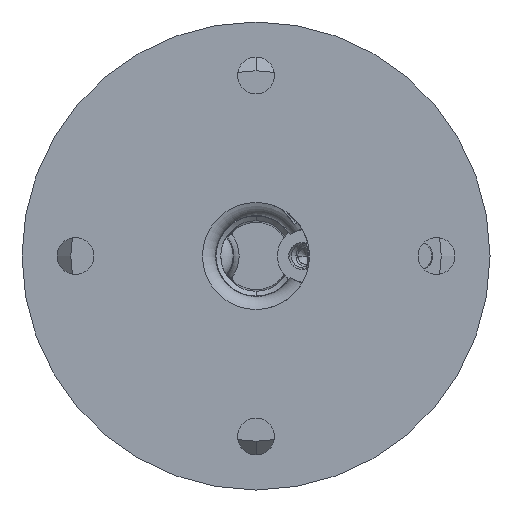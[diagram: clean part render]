
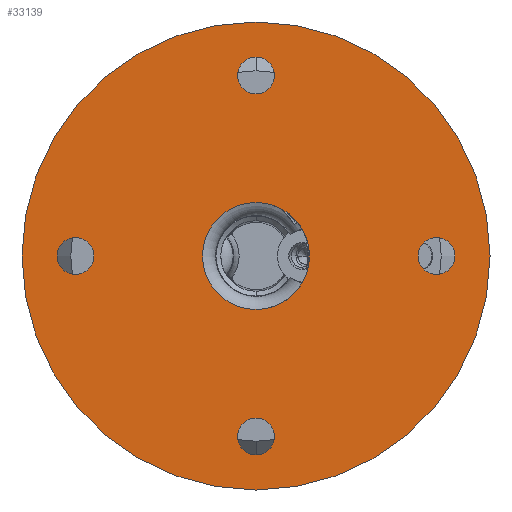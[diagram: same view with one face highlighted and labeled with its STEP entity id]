
A CAD part, front view. The second image highlights one B-rep face of the part: STEP entity #33139.
In plain terms, the highlighted planar face has unit normal (0, -1, 0).
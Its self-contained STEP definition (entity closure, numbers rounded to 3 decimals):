
#31052=CARTESIAN_POINT('',(0.,-95.5,0.));
#31053=DIRECTION('',(0.,1.,0.));
#31054=DIRECTION('',(0.,0.,1.));
#31055=AXIS2_PLACEMENT_3D('',#31052,#31053,#31054);
#31057=CARTESIAN_POINT('',(0.,-95.5,0.));
#31058=DIRECTION('',(0.,1.,0.));
#31059=DIRECTION('',(0.,0.,-1.));
#31060=AXIS2_PLACEMENT_3D('',#31057,#31058,#31059);
#31062=CARTESIAN_POINT('',(0.,-95.5,27.));
#31063=DIRECTION('',(0.,-1.,0.));
#31064=DIRECTION('',(0.,0.,1.));
#31065=AXIS2_PLACEMENT_3D('',#31062,#31063,#31064);
#31067=CARTESIAN_POINT('',(0.,-95.5,27.));
#31068=DIRECTION('',(0.,-1.,0.));
#31069=DIRECTION('',(0.,0.,-1.));
#31070=AXIS2_PLACEMENT_3D('',#31067,#31068,#31069);
#31072=CARTESIAN_POINT('',(0.,-95.5,-27.));
#31073=DIRECTION('',(0.,-1.,0.));
#31074=DIRECTION('',(0.,0.,1.));
#31075=AXIS2_PLACEMENT_3D('',#31072,#31073,#31074);
#31077=CARTESIAN_POINT('',(0.,-95.5,-27.));
#31078=DIRECTION('',(0.,-1.,0.));
#31079=DIRECTION('',(0.,0.,-1.));
#31080=AXIS2_PLACEMENT_3D('',#31077,#31078,#31079);
#31082=CARTESIAN_POINT('',(0.,-95.5,0.));
#31083=DIRECTION('',(0.,-1.,0.));
#31084=DIRECTION('',(0.,0.,1.));
#31085=AXIS2_PLACEMENT_3D('',#31082,#31083,#31084);
#31087=CARTESIAN_POINT('',(0.,-95.5,0.));
#31088=DIRECTION('',(0.,-1.,0.));
#31089=DIRECTION('',(0.,0.,-1.));
#31090=AXIS2_PLACEMENT_3D('',#31087,#31088,#31089);
#31092=CARTESIAN_POINT('',(27.,-95.5,0.));
#31093=DIRECTION('',(0.,-1.,0.));
#31094=DIRECTION('',(0.,0.,1.));
#31095=AXIS2_PLACEMENT_3D('',#31092,#31093,#31094);
#31097=CARTESIAN_POINT('',(27.,-95.5,0.));
#31098=DIRECTION('',(0.,-1.,0.));
#31099=DIRECTION('',(0.,0.,-1.));
#31100=AXIS2_PLACEMENT_3D('',#31097,#31098,#31099);
#31102=CARTESIAN_POINT('',(-27.,-95.5,0.));
#31103=DIRECTION('',(0.,-1.,0.));
#31104=DIRECTION('',(0.,0.,1.));
#31105=AXIS2_PLACEMENT_3D('',#31102,#31103,#31104);
#31107=CARTESIAN_POINT('',(-27.,-95.5,0.));
#31108=DIRECTION('',(0.,-1.,0.));
#31109=DIRECTION('',(0.,0.,-1.));
#31110=AXIS2_PLACEMENT_3D('',#31107,#31108,#31109);
#32463=CARTESIAN_POINT('',(0.,-95.5,-8.));
#32464=CARTESIAN_POINT('',(0.,-95.5,8.));
#32465=VERTEX_POINT('',#32463);
#32466=VERTEX_POINT('',#32464);
#32467=CARTESIAN_POINT('',(0.,-95.5,35.));
#32468=CARTESIAN_POINT('',(0.,-95.5,-35.));
#32469=VERTEX_POINT('',#32467);
#32470=VERTEX_POINT('',#32468);
#32471=CARTESIAN_POINT('',(0.,-95.5,29.75));
#32472=CARTESIAN_POINT('',(0.,-95.5,24.25));
#32473=VERTEX_POINT('',#32471);
#32474=VERTEX_POINT('',#32472);
#32475=CARTESIAN_POINT('',(0.,-95.5,-24.25));
#32476=CARTESIAN_POINT('',(0.,-95.5,-29.75));
#32477=VERTEX_POINT('',#32475);
#32478=VERTEX_POINT('',#32476);
#32479=CARTESIAN_POINT('',(27.,-95.5,2.75));
#32480=CARTESIAN_POINT('',(27.,-95.5,-2.75));
#32481=VERTEX_POINT('',#32479);
#32482=VERTEX_POINT('',#32480);
#32483=CARTESIAN_POINT('',(-27.,-95.5,2.75));
#32484=CARTESIAN_POINT('',(-27.,-95.5,-2.75));
#32485=VERTEX_POINT('',#32483);
#32486=VERTEX_POINT('',#32484);
#33100=CARTESIAN_POINT('',(0.,-95.5,0.));
#33101=DIRECTION('',(0.,1.,0.));
#33102=DIRECTION('',(0.,0.,1.));
#33103=AXIS2_PLACEMENT_3D('',#33100,#33101,#33102);
#33104=PLANE('',#33103);
#33106=ORIENTED_EDGE('',*,*,#33105,.T.);
#33108=ORIENTED_EDGE('',*,*,#33107,.T.);
#33109=EDGE_LOOP('',(#33106,#33108));
#33110=FACE_OUTER_BOUND('',#33109,.F.);
#33112=ORIENTED_EDGE('',*,*,#33111,.T.);
#33114=ORIENTED_EDGE('',*,*,#33113,.T.);
#33115=EDGE_LOOP('',(#33112,#33114));
#33116=FACE_BOUND('',#33115,.F.);
#33118=ORIENTED_EDGE('',*,*,#33117,.T.);
#33120=ORIENTED_EDGE('',*,*,#33119,.T.);
#33121=EDGE_LOOP('',(#33118,#33120));
#33122=FACE_BOUND('',#33121,.F.);
#33123=ORIENTED_EDGE('',*,*,#33085,.T.);
#33124=ORIENTED_EDGE('',*,*,#32933,.T.);
#33125=EDGE_LOOP('',(#33123,#33124));
#33126=FACE_BOUND('',#33125,.F.);
#33128=ORIENTED_EDGE('',*,*,#33127,.T.);
#33130=ORIENTED_EDGE('',*,*,#33129,.T.);
#33131=EDGE_LOOP('',(#33128,#33130));
#33132=FACE_BOUND('',#33131,.F.);
#33134=ORIENTED_EDGE('',*,*,#33133,.T.);
#33136=ORIENTED_EDGE('',*,*,#33135,.T.);
#33137=EDGE_LOOP('',(#33134,#33136));
#33138=FACE_BOUND('',#33137,.F.);
#31056=CIRCLE('',#31055,35.);
#31061=CIRCLE('',#31060,35.);
#31066=CIRCLE('',#31065,2.75);
#31071=CIRCLE('',#31070,2.75);
#31076=CIRCLE('',#31075,2.75);
#31081=CIRCLE('',#31080,2.75);
#31086=CIRCLE('',#31085,8.);
#31091=CIRCLE('',#31090,8.);
#31096=CIRCLE('',#31095,2.75);
#31101=CIRCLE('',#31100,2.75);
#31106=CIRCLE('',#31105,2.75);
#31111=CIRCLE('',#31110,2.75);
#32933=EDGE_CURVE('',#32465,#32466,#31091,.T.);
#33085=EDGE_CURVE('',#32466,#32465,#31086,.T.);
#33105=EDGE_CURVE('',#32469,#32470,#31056,.T.);
#33107=EDGE_CURVE('',#32470,#32469,#31061,.T.);
#33111=EDGE_CURVE('',#32473,#32474,#31066,.T.);
#33113=EDGE_CURVE('',#32474,#32473,#31071,.T.);
#33117=EDGE_CURVE('',#32477,#32478,#31076,.T.);
#33119=EDGE_CURVE('',#32478,#32477,#31081,.T.);
#33127=EDGE_CURVE('',#32481,#32482,#31096,.T.);
#33129=EDGE_CURVE('',#32482,#32481,#31101,.T.);
#33133=EDGE_CURVE('',#32485,#32486,#31106,.T.);
#33135=EDGE_CURVE('',#32486,#32485,#31111,.T.);
#33139=ADVANCED_FACE('',(#33110,#33116,#33122,#33126,#33132,#33138),#33104,.F.);
